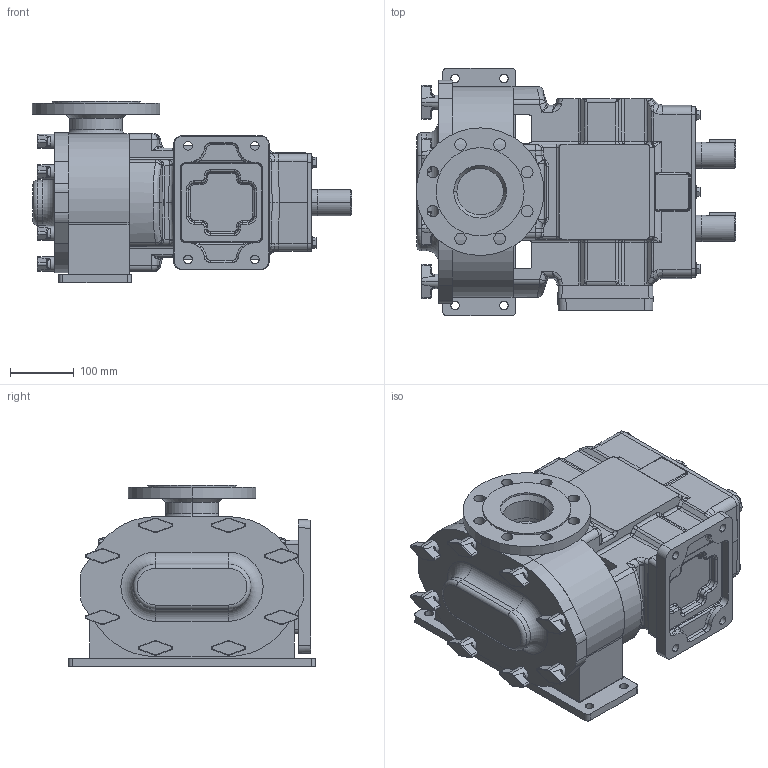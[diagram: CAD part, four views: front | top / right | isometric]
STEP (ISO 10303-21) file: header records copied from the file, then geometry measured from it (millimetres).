
FILE_DESCRIPTION (( 'STEP AP214' ), '1' );
FILE_NAME ('TRA10-1340-017.STEP', '2024-05-17T21:55:31', ( '' ), ( '' ), 'SwSTEP 2.0', 'SolidWorks 2023', '' );
FILE_SCHEMA (( 'AUTOMOTIVE_DESIGN' ));
Length unit declared in the file: inch
Products named in the file (5): TRA10-0600-GEARBOX-H; 1300DIN2633-30; TRA10-1340-BODY; TRA10-0600-COVER-STD; TRA10-1340-017
Assembly tree (4 placements, depth 2):
  TRA10-1340-017
    TRA10-0600-GEARBOX-H
    TRA10-1340-BODY
    TRA10-0600-COVER-STD
    1300DIN2633-30
Bounding box: 500.37 x 387.35 x 284.16 mm (x, y, z)
Volume: 22302651.8 mm3; surface area: 1011315.6 mm2
Topology: 4 solids, 4 shells, 1102 faces, 2703 edges, 1614 vertices
Faces by surface type: cylinder 417, plane 303, bspline 206, torus 98, cone 62, sphere 16
Entity records: 40557 total; most frequent: CARTESIAN_POINT 16600, ORIENTED_EDGE 5350, DIRECTION 4649, EDGE_CURVE 2675, AXIS2_PLACEMENT_3D 1791, VERTEX_POINT 1614, EDGE_LOOP 1169, FACE_OUTER_BOUND 1102
